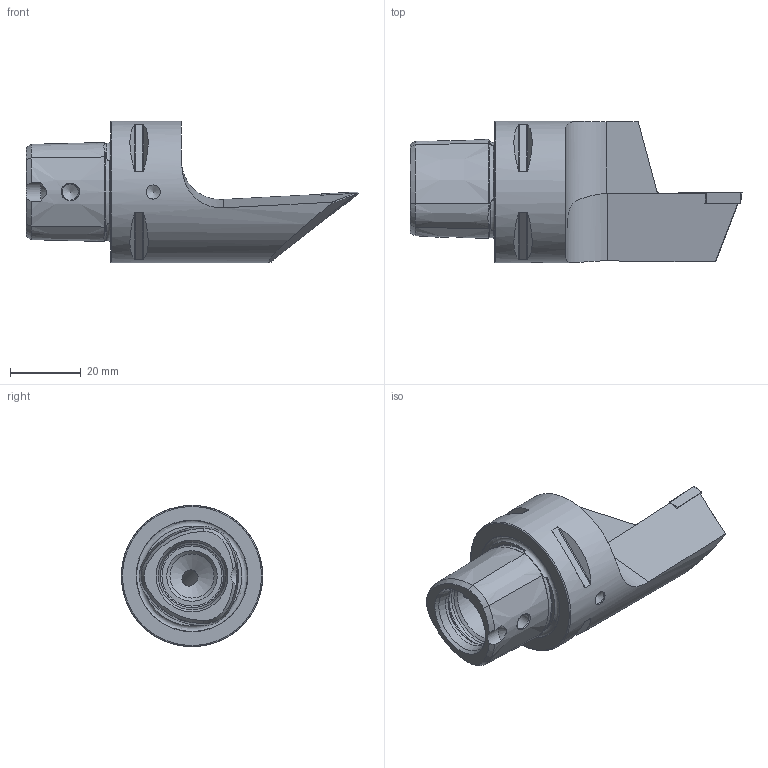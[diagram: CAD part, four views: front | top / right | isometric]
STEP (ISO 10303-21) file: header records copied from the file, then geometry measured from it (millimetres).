
FILE_DESCRIPTION (( 'STEP AP214' ), '1' );
FILE_NAME ('PS4.KVA.LJA.070-F0.STEP', '2022-03-08T11:07:10', ( '' ), ( '' ), 'SwSTEP 2.0', 'SolidWorks 2017', '' );
FILE_SCHEMA (( 'AUTOMOTIVE_DESIGN' ));
Length unit declared in the file: millimetre
Products named in the file (6): PS4-KVA.LJA.070-F0_A_Fertigbearbeitung; VCGT110304; PS4.KVA.LJA.070-F0; WKX-ER1.004.005_A_PreviewCfg; WCA-ER2.001.006_A; KVT_MB_600_050
Assembly tree (5 placements, depth 2):
  PS4.KVA.LJA.070-F0
    PS4-KVA.LJA.070-F0_A_Fertigbearbeitung
    WCA-ER2.001.006_A
    VCGT110304
    KVT_MB_600_050
    WKX-ER1.004.005_A_PreviewCfg
Bounding box: 93.98 x 40 x 40 mm (x, y, z)
Volume: 48310.5 mm3; surface area: 13275.4 mm2
Topology: 6 solids, 6 shells, 214 faces, 524 edges, 325 vertices
Faces by surface type: cone 70, plane 63, cylinder 47, torus 20, bspline 12, sphere 2
Full cylindrical faces by diameter (mm): 1.7 x1, 2.05 x1, 2.5 x1, 2.8 x1, 3.3 x1, 3.4 x1, 3.85 x1, 4 x3, 4.2 x2, 4.6 x2, 5 x3, 12.5 x1, 18 x2, 20 x1, 40 x1
Entity records: 7138 total; most frequent: CARTESIAN_POINT 2393, ORIENTED_EDGE 882, DIRECTION 880, EDGE_CURVE 441, AXIS2_PLACEMENT_3D 364, VERTEX_POINT 306, EDGE_LOOP 291, FACE_OUTER_BOUND 244
